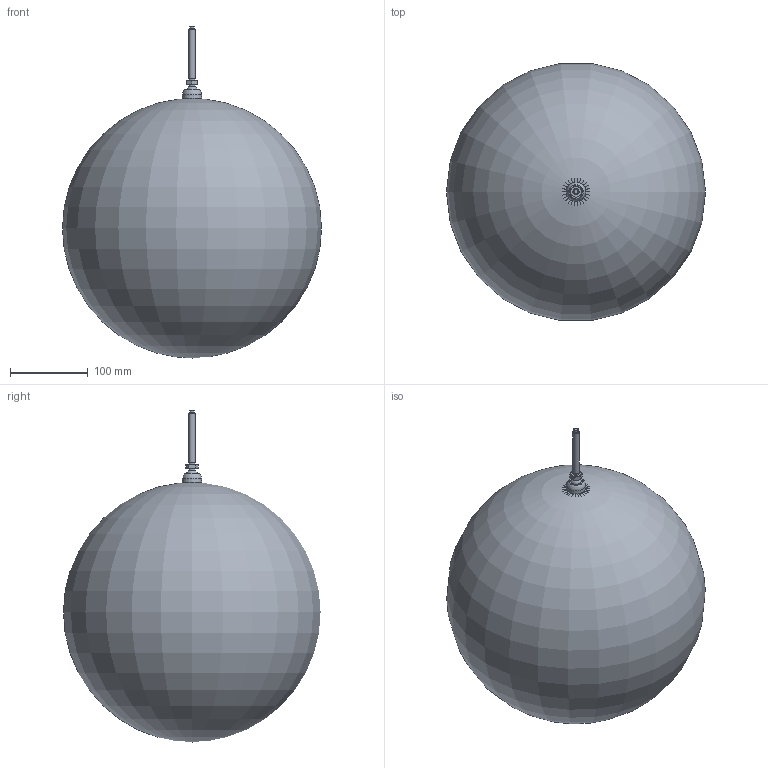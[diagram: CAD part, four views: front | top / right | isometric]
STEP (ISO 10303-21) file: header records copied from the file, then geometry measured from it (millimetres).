
FILE_DESCRIPTION(/* description */ ('AC2F'),/* implementation_level */ '2;1');
FILE_NAME(/* name */ '6325015_PRSTX25',/* time_stamp */ '2018-05-21T15:54:36+02:00',/* author */ ('Zorzan Davide'),/* organization */ ('Gamm Srl.'),/* preprocessor_version */ 'ST-DEVELOPER v16.7',/* originating_system */ 'DEX',/* authorisation */ $);
FILE_SCHEMA (('CONFIG_CONTROL_DESIGN'));
Length unit declared in the file: millimetre
Products named in the file (1): 6325015_PRSTX25
Bounding box: 334.01 x 331.58 x 428.11 mm (x, y, z)
Volume: 19547979.5 mm3; surface area: 354869.3 mm2
Topology: 1 solids, 1 shells, 30 faces, 64 edges, 41 vertices
Faces by surface type: plane 12, torus 7, cylinder 5, cone 5, sphere 1
Full cylindrical faces by diameter (mm): 6 x1, 7.862 x1, 8 x1, 8.062 x1, 13.615 x1
Entity records: 937 total; most frequent: CARTESIAN_POINT 166, DIRECTION 112, ORIENTED_EDGE 80, FACE_BOUND 53, AXIS2_PLACEMENT_3D 53, EDGE_LOOP 52, EDGE_CURVE 40, VERTEX_POINT 35
